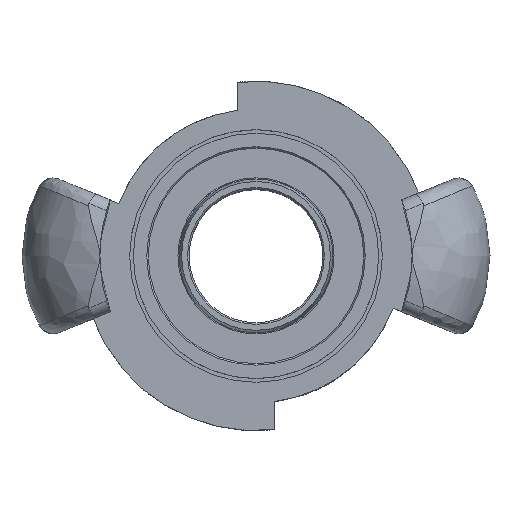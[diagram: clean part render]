
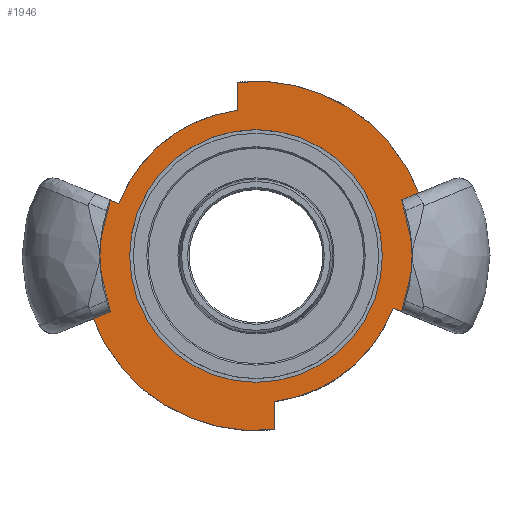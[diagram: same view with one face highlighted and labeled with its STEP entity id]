
A CAD part, top view. The second image highlights one B-rep face of the part: STEP entity #1946.
In plain terms, the highlighted planar face has unit normal (0, 0, 1).
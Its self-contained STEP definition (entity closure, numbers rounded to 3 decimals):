
#47=FACE_BOUND('',#330,.T.);
#213=FACE_OUTER_BOUND('',#329,.T.);
#329=EDGE_LOOP('',(#1413,#1414,#1415,#1416,#1417,#1418,#1419,#1420,#1421,
#1422,#1423,#1424));
#330=EDGE_LOOP('',(#1425));
#441=CIRCLE('',#2070,25.5);
#447=CIRCLE('',#2079,25.5);
#451=CIRCLE('',#2091,19.75);
#454=CIRCLE('',#2094,19.75);
#465=CIRCLE('',#2120,23.5);
#466=CIRCLE('',#2121,23.5);
#467=CIRCLE('',#2122,17.);
#547=LINE('',#2862,#641);
#554=LINE('',#2889,#648);
#561=LINE('',#2908,#655);
#566=LINE('',#2930,#660);
#575=LINE('',#3052,#669);
#584=LINE('',#3909,#678);
#641=VECTOR('',#2307,10.);
#648=VECTOR('',#2318,10.);
#655=VECTOR('',#2331,10.);
#660=VECTOR('',#2340,10.);
#669=VECTOR('',#2387,10.);
#678=VECTOR('',#2464,10.);
#742=VERTEX_POINT('',#2859);
#743=VERTEX_POINT('',#2861);
#751=VERTEX_POINT('',#2886);
#752=VERTEX_POINT('',#2888);
#760=VERTEX_POINT('',#2905);
#761=VERTEX_POINT('',#2907);
#767=VERTEX_POINT('',#2927);
#768=VERTEX_POINT('',#2929);
#778=VERTEX_POINT('',#3045);
#781=VERTEX_POINT('',#3050);
#793=VERTEX_POINT('',#3161);
#819=VERTEX_POINT('',#3907);
#820=VERTEX_POINT('',#3911);
#926=EDGE_CURVE('',#743,#742,#547,.T.);
#935=EDGE_CURVE('',#751,#752,#554,.T.);
#944=EDGE_CURVE('',#760,#761,#561,.T.);
#951=EDGE_CURVE('',#767,#768,#566,.T.);
#955=EDGE_CURVE('',#752,#760,#441,.T.);
#964=EDGE_CURVE('',#743,#767,#447,.T.);
#975=EDGE_CURVE('',#781,#778,#575,.T.);
#988=EDGE_CURVE('',#793,#768,#451,.T.);
#996=EDGE_CURVE('',#781,#761,#454,.T.);
#1039=EDGE_CURVE('',#751,#819,#465,.T.);
#1040=EDGE_CURVE('',#819,#793,#584,.T.);
#1041=EDGE_CURVE('',#742,#778,#466,.T.);
#1042=EDGE_CURVE('',#820,#820,#467,.T.);
#1413=ORIENTED_EDGE('',*,*,#1039,.T.);
#1414=ORIENTED_EDGE('',*,*,#1040,.T.);
#1415=ORIENTED_EDGE('',*,*,#988,.T.);
#1416=ORIENTED_EDGE('',*,*,#951,.F.);
#1417=ORIENTED_EDGE('',*,*,#964,.F.);
#1418=ORIENTED_EDGE('',*,*,#926,.T.);
#1419=ORIENTED_EDGE('',*,*,#1041,.T.);
#1420=ORIENTED_EDGE('',*,*,#975,.F.);
#1421=ORIENTED_EDGE('',*,*,#996,.T.);
#1422=ORIENTED_EDGE('',*,*,#944,.F.);
#1423=ORIENTED_EDGE('',*,*,#955,.F.);
#1424=ORIENTED_EDGE('',*,*,#935,.F.);
#1425=ORIENTED_EDGE('',*,*,#1042,.T.);
#1757=PLANE('',#2119);
#1946=ADVANCED_FACE('',(#213,#47),#1757,.F.);
#2070=AXIS2_PLACEMENT_3D('',#2945,#2346,#2347);
#2079=AXIS2_PLACEMENT_3D('',#2979,#2366,#2367);
#2091=AXIS2_PLACEMENT_3D('',#3162,#2401,#2402);
#2094=AXIS2_PLACEMENT_3D('',#3218,#2408,#2409);
#2119=AXIS2_PLACEMENT_3D('',#3906,#2460,#2461);
#2120=AXIS2_PLACEMENT_3D('',#3908,#2462,#2463);
#2121=AXIS2_PLACEMENT_3D('',#3910,#2465,#2466);
#2122=AXIS2_PLACEMENT_3D('',#3912,#2467,#2468);
#2307=DIRECTION('',(-0.927,-0.375,0.));
#2318=DIRECTION('',(-0.927,-0.375,0.));
#2331=DIRECTION('',(0.927,-0.375,0.));
#2340=DIRECTION('',(-0.927,0.375,0.));
#2346=DIRECTION('center_axis',(0.,0.,-1.));
#2347=DIRECTION('ref_axis',(-1.,0.,0.));
#2366=DIRECTION('center_axis',(0.,0.,-1.));
#2367=DIRECTION('ref_axis',(-1.,0.,0.));
#2387=DIRECTION('',(0.,1.,0.));
#2401=DIRECTION('center_axis',(0.,0.,1.));
#2402=DIRECTION('ref_axis',(0.582,0.813,0.));
#2408=DIRECTION('center_axis',(0.,0.,1.));
#2409=DIRECTION('ref_axis',(0.582,-0.813,0.));
#2460=DIRECTION('center_axis',(0.,0.,-1.));
#2461=DIRECTION('ref_axis',(-1.,0.,0.));
#2462=DIRECTION('center_axis',(0.,0.,1.));
#2463=DIRECTION('ref_axis',(0.106,0.994,0.));
#2464=DIRECTION('',(0.,1.,0.));
#2465=DIRECTION('center_axis',(0.,0.,1.));
#2466=DIRECTION('ref_axis',(-0.657,-0.753,0.));
#2467=DIRECTION('center_axis',(0.,0.,-1.));
#2468=DIRECTION('ref_axis',(1.,0.,0.));
#2859=CARTESIAN_POINT('',(21.925,8.458,0.));
#2861=CARTESIAN_POINT('',(23.779,9.209,0.));
#2862=CARTESIAN_POINT('',(14.175,5.319,0.));
#2886=CARTESIAN_POINT('',(-21.925,-8.458,0.));
#2888=CARTESIAN_POINT('',(-23.779,-9.209,0.));
#2889=CARTESIAN_POINT('',(-14.175,-5.319,0.));
#2905=CARTESIAN_POINT('',(-23.779,9.209,0.));
#2907=CARTESIAN_POINT('',(-18.449,7.05,0.));
#2908=CARTESIAN_POINT('',(-14.175,5.319,0.));
#2927=CARTESIAN_POINT('',(23.779,-9.209,0.));
#2929=CARTESIAN_POINT('',(18.449,-7.05,0.));
#2930=CARTESIAN_POINT('',(14.175,-5.319,0.));
#2945=CARTESIAN_POINT('Origin',(0.,0.,0.));
#2979=CARTESIAN_POINT('Origin',(0.,0.,0.));
#3045=CARTESIAN_POINT('',(-2.5,23.367,0.));
#3050=CARTESIAN_POINT('',(-2.5,19.591,0.));
#3052=CARTESIAN_POINT('',(-2.5,0.,0.));
#3161=CARTESIAN_POINT('',(2.5,-19.591,0.));
#3162=CARTESIAN_POINT('Origin',(0.,0.,
0.));
#3218=CARTESIAN_POINT('Origin',(0.,0.,
0.));
#3906=CARTESIAN_POINT('Origin',(0.,0.,0.));
#3907=CARTESIAN_POINT('',(2.5,-23.367,0.));
#3908=CARTESIAN_POINT('Origin',(0.,0.,
0.));
#3909=CARTESIAN_POINT('',(2.5,0.,0.));
#3910=CARTESIAN_POINT('Origin',(0.,0.,
0.));
#3911=CARTESIAN_POINT('',(-17.,0.,0.));
#3912=CARTESIAN_POINT('Origin',(0.,0.,0.));
